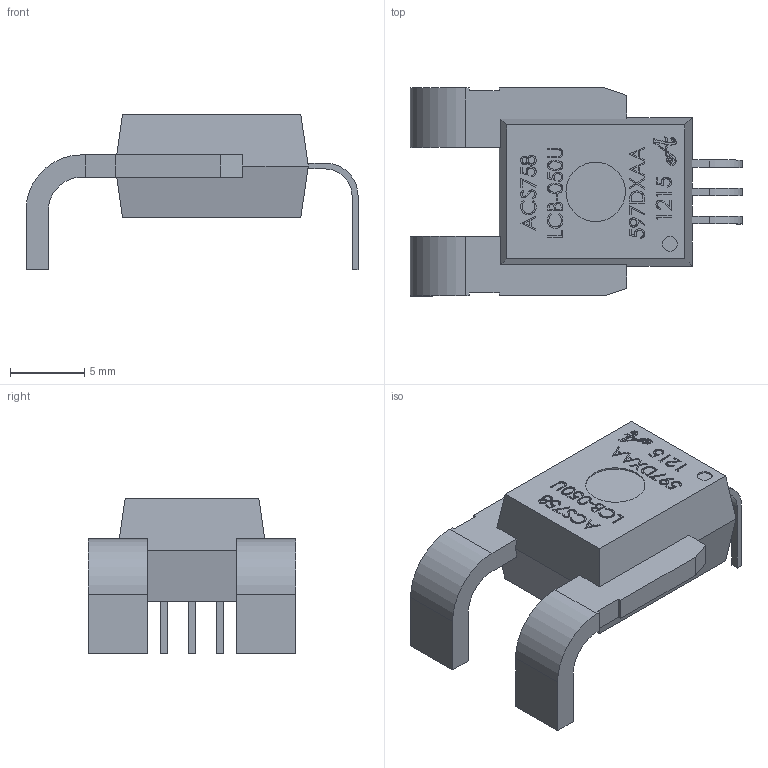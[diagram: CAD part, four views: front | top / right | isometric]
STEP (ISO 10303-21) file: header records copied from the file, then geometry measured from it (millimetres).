
FILE_DESCRIPTION (( 'STEP AP214' ), '1' );
FILE_NAME ('ACS758.STEP', '2014-12-03T14:41:22', ( '' ), ( '' ), 'SwSTEP 2.0', 'SolidWorks 2014', '' );
FILE_SCHEMA (( 'AUTOMOTIVE_DESIGN' ));
Length unit declared in the file: millimetre
Products named in the file (1): ACS758
Bounding box: 22.35 x 14 x 10.5 mm (x, y, z)
Volume: 1017.2 mm3; surface area: 906.4 mm2
Topology: 1 solids, 1 shells, 655 faces, 1831 edges, 1220 vertices
Faces by surface type: plane 426, bspline 213, cylinder 16
Entity records: 30932 total; most frequent: CARTESIAN_POINT 14496, ORIENTED_EDGE 3662, DIRECTION 2323, EDGE_CURVE 1831, VECTOR 1373, LINE 1373, VERTEX_POINT 1220, EDGE_LOOP 697
